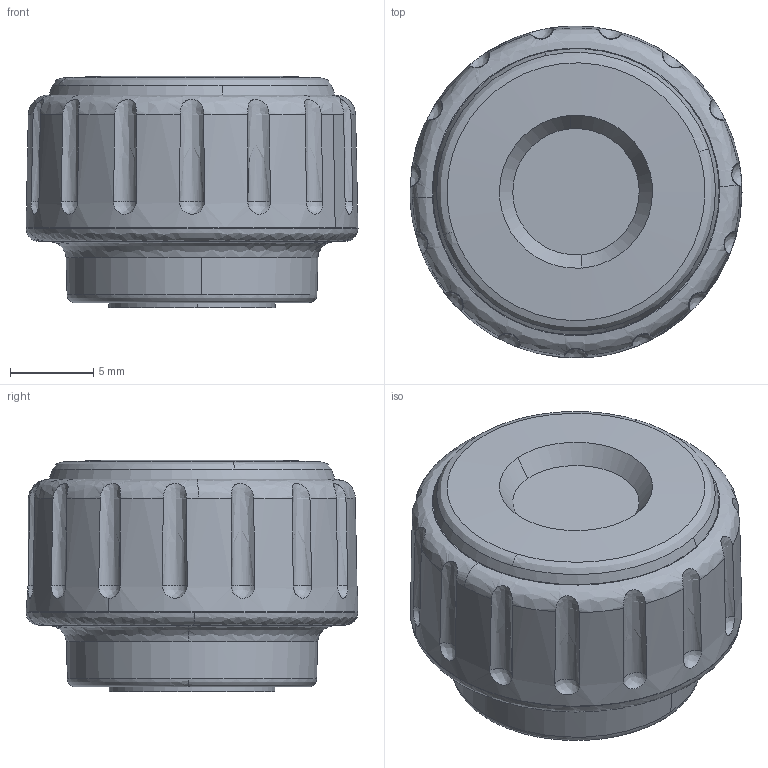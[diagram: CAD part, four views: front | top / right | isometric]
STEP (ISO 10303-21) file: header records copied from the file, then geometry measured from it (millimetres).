
FILE_DESCRIPTION((''),'2;1');
FILE_NAME('','2007-12-14T10:47:51',(''),(''),'','CADfix','');
FILE_SCHEMA(('AUTOMOTIVE_DESIGN { 1 0 10303 214 1 1 1 1 }'));
Length unit declared in the file: millimetre
Bounding box: 19.97 x 19.96 x 13.95 mm (x, y, z)
Volume: 3349.6 mm3; surface area: 1809 mm2
Topology: 2 solids, 2 shells, 67 faces, 217 edges, 159 vertices
Faces by surface type: bspline 67
Entity records: 4611 total; most frequent: CARTESIAN_POINT 3442, ORIENTED_EDGE 434, EDGE_CURVE 217, VERTEX_POINT 159, EDGE_LOOP 74, FACE_OUTER_BOUND 67, ADVANCED_FACE 67, B_SPLINE_CURVE_WITH_KNOTS 57
